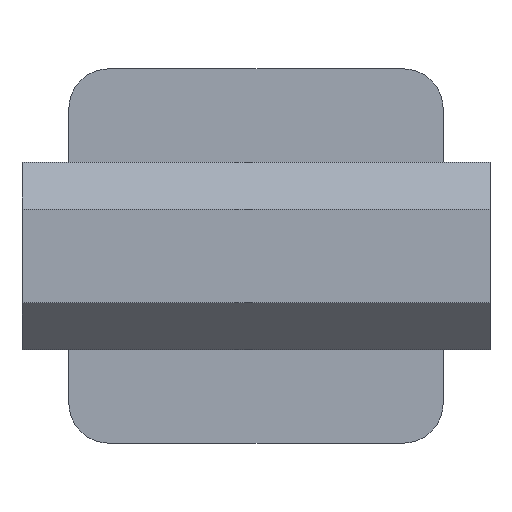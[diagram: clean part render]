
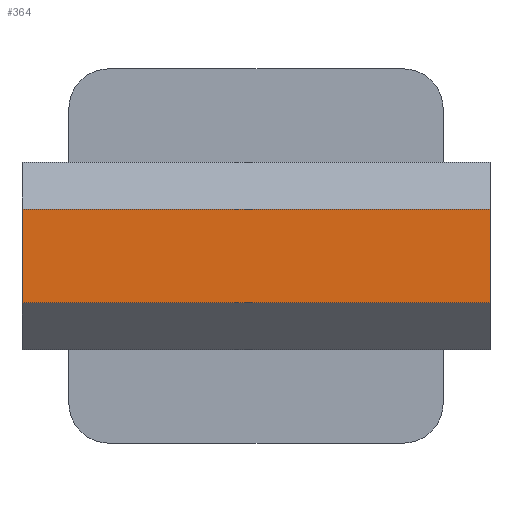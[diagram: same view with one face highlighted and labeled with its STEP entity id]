
A CAD part, front view. The second image highlights one B-rep face of the part: STEP entity #364.
In plain terms, the highlighted planar face has unit normal (0, -1, 0).
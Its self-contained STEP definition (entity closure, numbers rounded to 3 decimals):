
#103 = CARTESIAN_POINT ( 'NONE',  ( 35., -44.1, -7. ) ) ;
#210 = EDGE_LOOP ( 'NONE', ( #2016, #1069, #1507, #765 ) ) ;
#217 = VERTEX_POINT ( 'NONE', #2244 ) ;
#264 = EDGE_CURVE ( 'NONE', #1030, #522, #297, .T. ) ;
#297 = LINE ( 'NONE', #1568, #2138 ) ;
#364 = ADVANCED_FACE ( 'NONE', ( #1173 ), #1903, .F. ) ;
#379 = EDGE_CURVE ( 'NONE', #505, #217, #1376, .T. ) ;
#420 = LINE ( 'NONE', #1549, #1368 ) ;
#488 = LINE ( 'NONE', #1415, #2338 ) ;
#505 = VERTEX_POINT ( 'NONE', #1034 ) ;
#522 = VERTEX_POINT ( 'NONE', #1240 ) ;
#765 = ORIENTED_EDGE ( 'NONE', *, *, #379, .F. ) ;
#819 = DIRECTION ( 'NONE',  ( 0., 1., 0. ) ) ;
#843 = DIRECTION ( 'NONE',  ( -1., 0., 0. ) ) ;
#863 = CARTESIAN_POINT ( 'NONE',  ( 35., -44.1, -7. ) ) ;
#873 = DIRECTION ( 'NONE',  ( 0., 0., -1. ) ) ;
#912 = AXIS2_PLACEMENT_3D ( 'NONE', #103, #819, #2278 ) ;
#1030 = VERTEX_POINT ( 'NONE', #1654 ) ;
#1034 = CARTESIAN_POINT ( 'NONE',  ( 35., -44.1, 7. ) ) ;
#1069 = ORIENTED_EDGE ( 'NONE', *, *, #264, .T. ) ;
#1173 = FACE_OUTER_BOUND ( 'NONE', #210, .T. ) ;
#1240 = CARTESIAN_POINT ( 'NONE',  ( -35., -44.1, -7. ) ) ;
#1368 = VECTOR ( 'NONE', #1379, 1000. ) ;
#1376 = LINE ( 'NONE', #863, #2178 ) ;
#1379 = DIRECTION ( 'NONE',  ( -1., 0., 0. ) ) ;
#1415 = CARTESIAN_POINT ( 'NONE',  ( 35., -44.1, 7. ) ) ;
#1507 = ORIENTED_EDGE ( 'NONE', *, *, #1547, .F. ) ;
#1547 = EDGE_CURVE ( 'NONE', #217, #522, #420, .T. ) ;
#1548 = DIRECTION ( 'NONE',  ( 0., 0., -1. ) ) ;
#1549 = CARTESIAN_POINT ( 'NONE',  ( 35., -44.1, -7. ) ) ;
#1568 = CARTESIAN_POINT ( 'NONE',  ( -35., -44.1, -7. ) ) ;
#1654 = CARTESIAN_POINT ( 'NONE',  ( -35., -44.1, 7. ) ) ;
#1670 = EDGE_CURVE ( 'NONE', #505, #1030, #488, .T. ) ;
#1903 = PLANE ( 'NONE',  #912 ) ;
#2016 = ORIENTED_EDGE ( 'NONE', *, *, #1670, .T. ) ;
#2138 = VECTOR ( 'NONE', #1548, 1000. ) ;
#2178 = VECTOR ( 'NONE', #873, 1000. ) ;
#2244 = CARTESIAN_POINT ( 'NONE',  ( 35., -44.1, -7. ) ) ;
#2278 = DIRECTION ( 'NONE',  ( 0., 0., 1. ) ) ;
#2338 = VECTOR ( 'NONE', #843, 1000. ) ;
